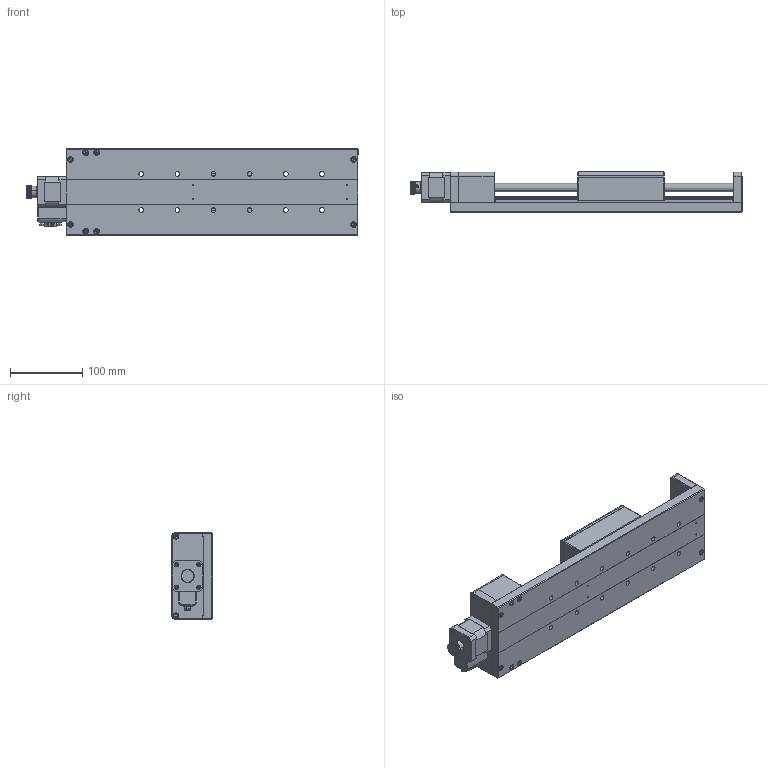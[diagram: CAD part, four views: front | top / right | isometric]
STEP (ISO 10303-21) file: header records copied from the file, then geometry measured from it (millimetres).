
FILE_DESCRIPTION (( 'STEP AP203' ), '1' );
FILE_NAME ('FMS120-200.STEP', '2022-11-17T05:47:11', ( '' ), ( '' ), 'SwSTEP 2.0', 'SolidWorks 2017', '' );
FILE_SCHEMA (( 'CONFIG_CONTROL_DESIGN' ));
Length unit declared in the file: millimetre
Products named in the file (1): FMS120-200
Bounding box: 459.6 x 56 x 120 mm (x, y, z)
Surface area: 254701.8 mm2 (no closed solid volume)
Topology: 0 solids, 118 shells, 1197 faces, 4612 edges, 3430 vertices
Faces by surface type: plane 588, cylinder 370, cone 116, bspline 76, torus 32, sphere 15
Entity records: 50900 total; most frequent: CARTESIAN_POINT 13856, DIRECTION 7583, ORIENTED_EDGE 6514, EDGE_CURVE 4554, VERTEX_POINT 3421, LINE 2537, VECTOR 2537, AXIS2_PLACEMENT_3D 2523
